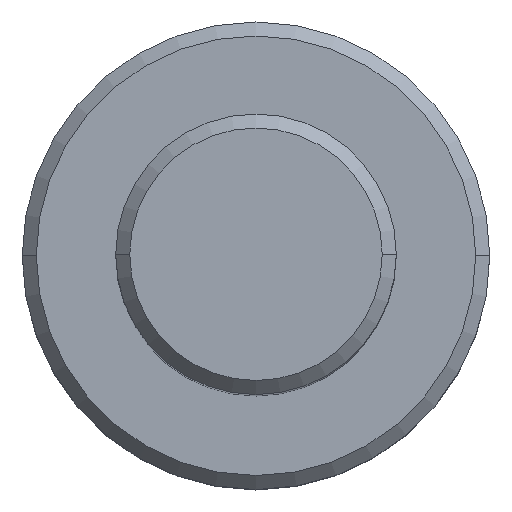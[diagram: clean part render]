
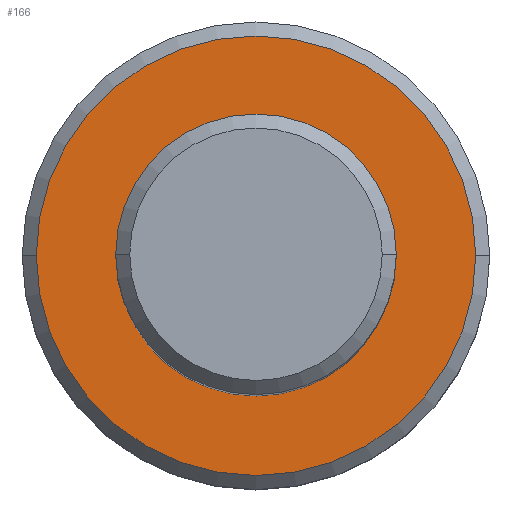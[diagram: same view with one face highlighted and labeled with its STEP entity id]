
A CAD part, top view. The second image highlights one B-rep face of the part: STEP entity #166.
In plain terms, the highlighted planar face has unit normal (0, 0, 1).
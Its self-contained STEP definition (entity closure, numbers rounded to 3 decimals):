
#19 = DIRECTION ( 'NONE',  ( 0., -1., 0. ) ) ;
#20 = CIRCLE ( 'NONE', #589, 4.7 ) ;
#40 = VERTEX_POINT ( 'NONE', #127 ) ;
#71 = CARTESIAN_POINT ( 'NONE',  ( 4.7, 0., -18. ) ) ;
#83 = CARTESIAN_POINT ( 'NONE',  ( 0., 0., -18. ) ) ;
#84 = CARTESIAN_POINT ( 'NONE',  ( 0., 0., -18. ) ) ;
#89 = CARTESIAN_POINT ( 'NONE',  ( 0., 0., -18. ) ) ;
#96 = ORIENTED_EDGE ( 'NONE', *, *, #191, .T. ) ;
#127 = CARTESIAN_POINT ( 'NONE',  ( -3., 0., -18. ) ) ;
#157 = FACE_OUTER_BOUND ( 'NONE', #195, .T. ) ;
#166 = ADVANCED_FACE ( 'NONE', ( #561, #157 ), #741, .F. ) ;
#191 = EDGE_CURVE ( 'NONE', #812, #402, #636, .T. ) ;
#195 = EDGE_LOOP ( 'NONE', ( #96, #400 ) ) ;
#200 = EDGE_CURVE ( 'NONE', #40, #603, #266, .T. ) ;
#223 = DIRECTION ( 'NONE',  ( -1., 0., 0. ) ) ;
#266 = CIRCLE ( 'NONE', #434, 3. ) ;
#282 = EDGE_LOOP ( 'NONE', ( #808, #825 ) ) ;
#293 = CIRCLE ( 'NONE', #642, 3. ) ;
#294 = DIRECTION ( 'NONE',  ( -1., 0., 0. ) ) ;
#299 = DIRECTION ( 'NONE',  ( -1., 0., 0. ) ) ;
#348 = DIRECTION ( 'NONE',  ( 0., 0., 1. ) ) ;
#379 = AXIS2_PLACEMENT_3D ( 'NONE', #489, #417, #299 ) ;
#400 = ORIENTED_EDGE ( 'NONE', *, *, #772, .T. ) ;
#402 = VERTEX_POINT ( 'NONE', #71 ) ;
#417 = DIRECTION ( 'NONE',  ( 0., 0., 1. ) ) ;
#434 = AXIS2_PLACEMENT_3D ( 'NONE', #84, #690, #223 ) ;
#485 = DIRECTION ( 'NONE',  ( 0., 0., -1. ) ) ;
#489 = CARTESIAN_POINT ( 'NONE',  ( 0., 0., -18. ) ) ;
#516 = EDGE_CURVE ( 'NONE', #603, #40, #293, .T. ) ;
#561 = FACE_BOUND ( 'NONE', #282, .T. ) ;
#589 = AXIS2_PLACEMENT_3D ( 'NONE', #614, #717, #837 ) ;
#603 = VERTEX_POINT ( 'NONE', #822 ) ;
#609 = CARTESIAN_POINT ( 'NONE',  ( -4.7, 0., -18. ) ) ;
#614 = CARTESIAN_POINT ( 'NONE',  ( 0., 0., -18. ) ) ;
#636 = CIRCLE ( 'NONE', #379, 4.7 ) ;
#642 = AXIS2_PLACEMENT_3D ( 'NONE', #83, #348, #294 ) ;
#689 = AXIS2_PLACEMENT_3D ( 'NONE', #89, #485, #19 ) ;
#690 = DIRECTION ( 'NONE',  ( 0., 0., 1. ) ) ;
#717 = DIRECTION ( 'NONE',  ( 0., 0., 1. ) ) ;
#741 = PLANE ( 'NONE',  #689 ) ;
#772 = EDGE_CURVE ( 'NONE', #402, #812, #20, .T. ) ;
#808 = ORIENTED_EDGE ( 'NONE', *, *, #516, .F. ) ;
#812 = VERTEX_POINT ( 'NONE', #609 ) ;
#822 = CARTESIAN_POINT ( 'NONE',  ( 3., 0., -18. ) ) ;
#825 = ORIENTED_EDGE ( 'NONE', *, *, #200, .F. ) ;
#837 = DIRECTION ( 'NONE',  ( -1., 0., 0. ) ) ;
